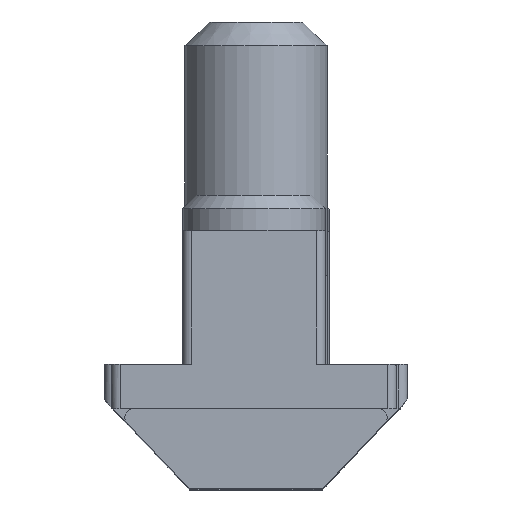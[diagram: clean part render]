
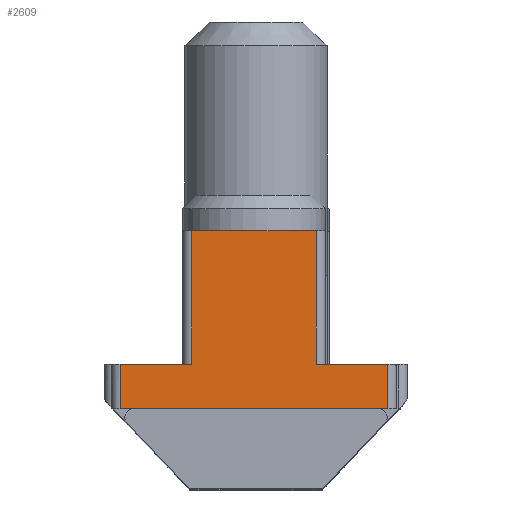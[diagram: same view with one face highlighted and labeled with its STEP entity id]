
A CAD part, top view. The second image highlights one B-rep face of the part: STEP entity #2609.
In plain terms, the highlighted planar face has unit normal (0, 0, 1).
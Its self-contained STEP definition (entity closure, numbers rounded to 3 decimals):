
#182=PLANE('',#2828);
#306=FACE_OUTER_BOUND('',#457,.T.);
#457=EDGE_LOOP('',(#2349,#2350,#2351,#2352,#2353,#2354,#2355,#2356));
#634=LINE('',#4004,#910);
#648=LINE('',#4033,#924);
#714=LINE('',#4183,#990);
#735=LINE('',#4226,#1011);
#736=LINE('',#4228,#1012);
#737=LINE('',#4233,#1013);
#742=LINE('',#4250,#1018);
#748=LINE('',#4261,#1024);
#910=VECTOR('',#3239,2.5);
#924=VECTOR('',#3273,4.);
#990=VECTOR('',#3393,4.);
#1011=VECTOR('',#3446,15.);
#1012=VECTOR('',#3449,2.5);
#1013=VECTOR('',#3454,7.5);
#1018=VECTOR('',#3469,7.);
#1024=VECTOR('',#3485,7.5);
#1257=VERTEX_POINT('',#4001);
#1258=VERTEX_POINT('',#4003);
#1263=VERTEX_POINT('',#4032);
#1319=VERTEX_POINT('',#4180);
#1320=VERTEX_POINT('',#4182);
#1326=VERTEX_POINT('',#4224);
#1328=VERTEX_POINT('',#4231);
#1335=VERTEX_POINT('',#4248);
#1554=EDGE_CURVE('',#1257,#1258,#634,.T.);
#1571=EDGE_CURVE('',#1258,#1263,#648,.T.);
#1643=EDGE_CURVE('',#1320,#1319,#714,.T.);
#1669=EDGE_CURVE('',#1257,#1326,#735,.T.);
#1670=EDGE_CURVE('',#1320,#1326,#736,.T.);
#1672=EDGE_CURVE('',#1328,#1319,#737,.T.);
#1681=EDGE_CURVE('',#1328,#1335,#742,.T.);
#1687=EDGE_CURVE('',#1263,#1335,#748,.T.);
#2349=ORIENTED_EDGE('',*,*,#1670,.F.);
#2350=ORIENTED_EDGE('',*,*,#1643,.T.);
#2351=ORIENTED_EDGE('',*,*,#1672,.F.);
#2352=ORIENTED_EDGE('',*,*,#1681,.T.);
#2353=ORIENTED_EDGE('',*,*,#1687,.F.);
#2354=ORIENTED_EDGE('',*,*,#1571,.F.);
#2355=ORIENTED_EDGE('',*,*,#1554,.F.);
#2356=ORIENTED_EDGE('',*,*,#1669,.T.);
#2609=ADVANCED_FACE('',(#306),#182,.T.);
#2828=AXIS2_PLACEMENT_3D('',#4262,#3486,#3487);
#3239=DIRECTION('',(0.,1.,0.));
#3273=DIRECTION('',(1.,0.,0.));
#3393=DIRECTION('',(-1.,0.,0.));
#3446=DIRECTION('',(1.,0.,0.));
#3449=DIRECTION('',(0.,-1.,0.));
#3454=DIRECTION('',(0.,-1.,0.));
#3469=DIRECTION('',(-1.,0.,0.));
#3485=DIRECTION('',(0.,1.,0.));
#3486=DIRECTION('center_axis',(0.,0.,1.));
#3487=DIRECTION('ref_axis',(1.,0.,0.));
#4001=CARTESIAN_POINT('',(-7.5,0.,10.));
#4003=CARTESIAN_POINT('',(-7.5,2.5,10.));
#4004=CARTESIAN_POINT('',(-7.5,3.173,10.));
#4032=CARTESIAN_POINT('',(-3.5,2.5,10.));
#4033=CARTESIAN_POINT('',(-2.,2.5,10.));
#4180=CARTESIAN_POINT('',(3.5,2.5,10.));
#4182=CARTESIAN_POINT('',(7.5,2.5,10.));
#4183=CARTESIAN_POINT('',(8.,2.5,10.));
#4224=CARTESIAN_POINT('',(7.5,0.,10.));
#4226=CARTESIAN_POINT('',(-8.,0.,10.));
#4228=CARTESIAN_POINT('',(7.5,1.923,10.));
#4231=CARTESIAN_POINT('',(3.5,10.,10.));
#4233=CARTESIAN_POINT('',(3.5,3.173,10.));
#4248=CARTESIAN_POINT('',(-3.5,10.,10.));
#4250=CARTESIAN_POINT('',(4.,10.,10.));
#4261=CARTESIAN_POINT('',(-3.5,6.923,10.));
#4262=CARTESIAN_POINT('Origin',(0.,3.846,
10.));
